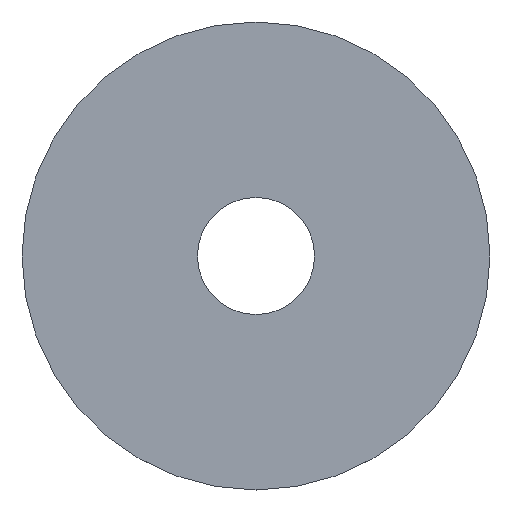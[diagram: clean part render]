
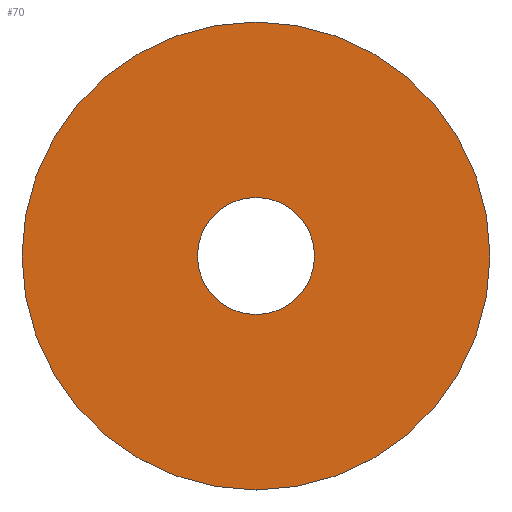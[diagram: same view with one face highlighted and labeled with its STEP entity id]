
A CAD part, top view. The second image highlights one B-rep face of the part: STEP entity #70.
In plain terms, the highlighted planar face has unit normal (0, 0, 1).
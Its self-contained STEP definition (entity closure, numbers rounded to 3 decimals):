
#5 = AXIS2_PLACEMENT_3D ( 'NONE', #75, #89, #51 ) ;
#9 = EDGE_CURVE ( 'NONE', #80, #80, #121, .T. ) ;
#11 = CARTESIAN_POINT ( 'NONE',  ( 0., 20., 0.25 ) ) ;
#20 = CARTESIAN_POINT ( 'NONE',  ( 0., 0., 0.25 ) ) ;
#21 = PLANE ( 'NONE',  #5 ) ;
#36 = EDGE_LOOP ( 'NONE', ( #114 ) ) ;
#44 = CIRCLE ( 'NONE', #67, 5. ) ;
#47 = FACE_BOUND ( 'NONE', #160, .T. ) ;
#51 = DIRECTION ( 'NONE',  ( 0., -1., 0. ) ) ;
#58 = AXIS2_PLACEMENT_3D ( 'NONE', #20, #87, #91 ) ;
#63 = DIRECTION ( 'NONE',  ( 0., 0., -1. ) ) ;
#67 = AXIS2_PLACEMENT_3D ( 'NONE', #102, #63, #100 ) ;
#70 = ADVANCED_FACE ( 'NONE', ( #47, #136 ), #21, .T. ) ;
#75 = CARTESIAN_POINT ( 'NONE',  ( 0., 5., 0.25 ) ) ;
#80 = VERTEX_POINT ( 'NONE', #11 ) ;
#87 = DIRECTION ( 'NONE',  ( 0., 0., -1. ) ) ;
#88 = CARTESIAN_POINT ( 'NONE',  ( 0., 5., 0.25 ) ) ;
#89 = DIRECTION ( 'NONE',  ( 0., 0., 1. ) ) ;
#91 = DIRECTION ( 'NONE',  ( 0., 1., 0. ) ) ;
#100 = DIRECTION ( 'NONE',  ( 0., 1., 0. ) ) ;
#102 = CARTESIAN_POINT ( 'NONE',  ( 0., 0., 0.25 ) ) ;
#112 = ORIENTED_EDGE ( 'NONE', *, *, #147, .T. ) ;
#114 = ORIENTED_EDGE ( 'NONE', *, *, #9, .F. ) ;
#121 = CIRCLE ( 'NONE', #58, 20. ) ;
#136 = FACE_OUTER_BOUND ( 'NONE', #36, .T. ) ;
#147 = EDGE_CURVE ( 'NONE', #165, #165, #44, .T. ) ;
#160 = EDGE_LOOP ( 'NONE', ( #112 ) ) ;
#165 = VERTEX_POINT ( 'NONE', #88 ) ;
